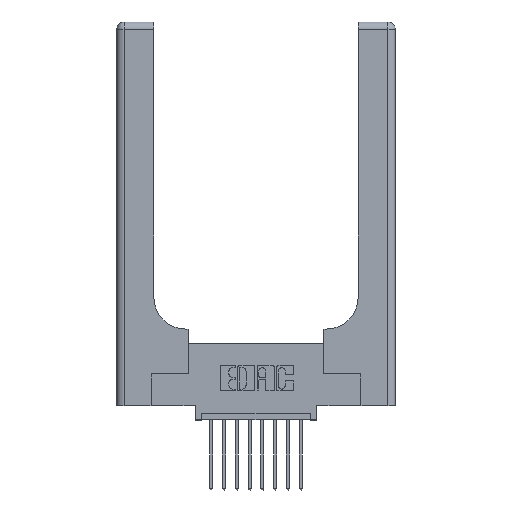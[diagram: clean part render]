
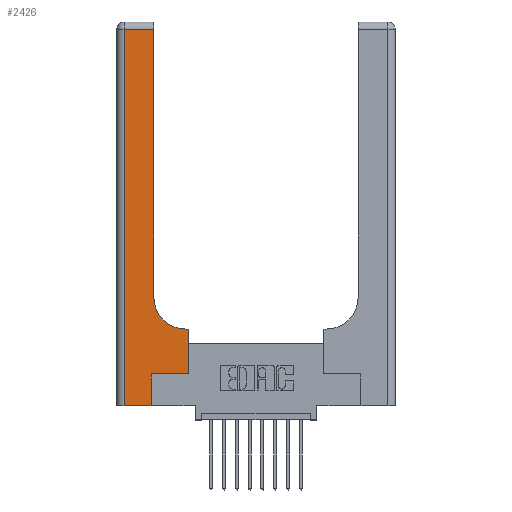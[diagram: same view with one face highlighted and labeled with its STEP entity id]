
A CAD part, top view. The second image highlights one B-rep face of the part: STEP entity #2426.
In plain terms, the highlighted planar face has unit normal (0, 0, 1).
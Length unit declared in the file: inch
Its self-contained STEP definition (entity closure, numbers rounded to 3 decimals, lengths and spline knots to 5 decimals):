
#258 = VECTOR ( 'NONE', #3836, 39.37008 ) ;
#406 = CARTESIAN_POINT ( 'NONE',  ( 0.5585, 0.25, 0.37 ) ) ;
#696 = VERTEX_POINT ( 'NONE', #2903 ) ;
#782 = FACE_OUTER_BOUND ( 'NONE', #5421, .T. ) ;
#816 = LINE ( 'NONE', #6492, #258 ) ;
#995 = AXIS2_PLACEMENT_3D ( 'NONE', #15211, #11175, #3758 ) ;
#1147 = VERTEX_POINT ( 'NONE', #6547 ) ;
#1209 = LINE ( 'NONE', #9249, #2184 ) ;
#1251 = DIRECTION ( 'NONE',  ( 0., 1., 0. ) ) ;
#1824 = LINE ( 'NONE', #7320, #6093 ) ;
#2178 = VERTEX_POINT ( 'NONE', #406 ) ;
#2184 = VECTOR ( 'NONE', #6731, 39.37008 ) ;
#2235 = CARTESIAN_POINT ( 'NONE',  ( 0.06, 2.94, 0.37 ) ) ;
#2259 = CARTESIAN_POINT ( 'NONE',  ( 0., 2.94, 0.37 ) ) ;
#2426 = ADVANCED_FACE ( 'NONE', ( #782 ), #6639, .F. ) ;
#2570 = AXIS2_PLACEMENT_3D ( 'NONE', #3452, #7141, #15711 ) ;
#2903 = CARTESIAN_POINT ( 'NONE',  ( 0.2915, 2.94, 0.37 ) ) ;
#3140 = VECTOR ( 'NONE', #7350, 39.37008 ) ;
#3419 = CARTESIAN_POINT ( 'NONE',  ( 0.269, 0., 0.37 ) ) ;
#3421 = EDGE_CURVE ( 'NONE', #696, #4420, #6766, .T. ) ;
#3443 = VECTOR ( 'NONE', #5734, 39.37008 ) ;
#3452 = CARTESIAN_POINT ( 'NONE',  ( 0.5415, 0.85, 0.37 ) ) ;
#3758 = DIRECTION ( 'NONE',  ( -1., 0., 0. ) ) ;
#3770 = DIRECTION ( 'NONE',  ( 1., 0., 0. ) ) ;
#3836 = DIRECTION ( 'NONE',  ( 0., -1., 0. ) ) ;
#4286 = VECTOR ( 'NONE', #3770, 39.37008 ) ;
#4420 = VERTEX_POINT ( 'NONE', #2235 ) ;
#5421 = EDGE_LOOP ( 'NONE', ( #13380, #8212, #5541, #11206, #9247, #10411, #15313, #12804, #6325 ) ) ;
#5480 = VERTEX_POINT ( 'NONE', #8791 ) ;
#5541 = ORIENTED_EDGE ( 'NONE', *, *, #14595, .T. ) ;
#5717 = EDGE_CURVE ( 'NONE', #5480, #10343, #7857, .T. ) ;
#5734 = DIRECTION ( 'NONE',  ( -1., 0., 0. ) ) ;
#5966 = CARTESIAN_POINT ( 'NONE',  ( 0.2915, 0.6, 0.37 ) ) ;
#6069 = CARTESIAN_POINT ( 'NONE',  ( 0.2915, 0.85, 0.37 ) ) ;
#6093 = VECTOR ( 'NONE', #1251, 39.37008 ) ;
#6148 = EDGE_CURVE ( 'NONE', #2178, #12794, #1824, .T. ) ;
#6266 = VECTOR ( 'NONE', #14455, 39.37008 ) ;
#6325 = ORIENTED_EDGE ( 'NONE', *, *, #5717, .T. ) ;
#6492 = CARTESIAN_POINT ( 'NONE',  ( 0.06, 3., 0.37 ) ) ;
#6542 = EDGE_CURVE ( 'NONE', #1147, #7319, #9354, .T. ) ;
#6547 = CARTESIAN_POINT ( 'NONE',  ( 0.269, 0., 0.37 ) ) ;
#6639 = PLANE ( 'NONE',  #995 ) ;
#6731 = DIRECTION ( 'NONE',  ( 0., 1., 0. ) ) ;
#6766 = LINE ( 'NONE', #2259, #3443 ) ;
#7007 = LINE ( 'NONE', #5966, #7988 ) ;
#7078 = EDGE_CURVE ( 'NONE', #10343, #696, #1209, .T. ) ;
#7141 = DIRECTION ( 'NONE',  ( 0., 0., -1. ) ) ;
#7319 = VERTEX_POINT ( 'NONE', #15337 ) ;
#7320 = CARTESIAN_POINT ( 'NONE',  ( 0.5585, 0.25, 0.37 ) ) ;
#7350 = DIRECTION ( 'NONE',  ( 1., 0., 0. ) ) ;
#7706 = CARTESIAN_POINT ( 'NONE',  ( 0.5585, 0.6, 0.37 ) ) ;
#7767 = EDGE_CURVE ( 'NONE', #12794, #5480, #7007, .T. ) ;
#7857 = CIRCLE ( 'NONE', #2570, 0.25 ) ;
#7988 = VECTOR ( 'NONE', #13269, 39.37008 ) ;
#8212 = ORIENTED_EDGE ( 'NONE', *, *, #3421, .T. ) ;
#8761 = VERTEX_POINT ( 'NONE', #11851 ) ;
#8791 = CARTESIAN_POINT ( 'NONE',  ( 0.5415, 0.6, 0.37 ) ) ;
#9164 = LINE ( 'NONE', #12252, #3140 ) ;
#9247 = ORIENTED_EDGE ( 'NONE', *, *, #6542, .T. ) ;
#9249 = CARTESIAN_POINT ( 'NONE',  ( 0.2915, 3., 0.37 ) ) ;
#9354 = LINE ( 'NONE', #3419, #6266 ) ;
#9429 = EDGE_CURVE ( 'NONE', #7319, #2178, #13663, .T. ) ;
#10343 = VERTEX_POINT ( 'NONE', #6069 ) ;
#10411 = ORIENTED_EDGE ( 'NONE', *, *, #9429, .T. ) ;
#11175 = DIRECTION ( 'NONE',  ( 0., 0., -1. ) ) ;
#11206 = ORIENTED_EDGE ( 'NONE', *, *, #14442, .T. ) ;
#11851 = CARTESIAN_POINT ( 'NONE',  ( 0.06, 0., 0.37 ) ) ;
#12252 = CARTESIAN_POINT ( 'NONE',  ( 0., 0., 0.37 ) ) ;
#12794 = VERTEX_POINT ( 'NONE', #7706 ) ;
#12804 = ORIENTED_EDGE ( 'NONE', *, *, #7767, .T. ) ;
#13269 = DIRECTION ( 'NONE',  ( -1., 0., 0. ) ) ;
#13380 = ORIENTED_EDGE ( 'NONE', *, *, #7078, .T. ) ;
#13582 = CARTESIAN_POINT ( 'NONE',  ( 0.269, 0.25, 0.37 ) ) ;
#13663 = LINE ( 'NONE', #13582, #4286 ) ;
#14442 = EDGE_CURVE ( 'NONE', #8761, #1147, #9164, .T. ) ;
#14455 = DIRECTION ( 'NONE',  ( 0., 1., 0. ) ) ;
#14595 = EDGE_CURVE ( 'NONE', #4420, #8761, #816, .T. ) ;
#15211 = CARTESIAN_POINT ( 'NONE',  ( 0., 3., 0.37 ) ) ;
#15313 = ORIENTED_EDGE ( 'NONE', *, *, #6148, .T. ) ;
#15337 = CARTESIAN_POINT ( 'NONE',  ( 0.269, 0.25, 0.37 ) ) ;
#15711 = DIRECTION ( 'NONE',  ( 1., 0., 0. ) ) ;
